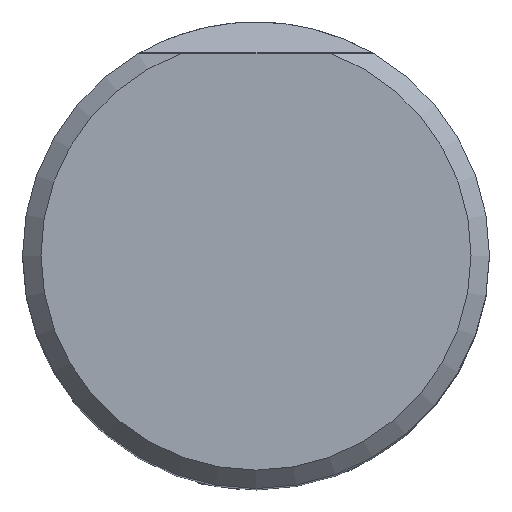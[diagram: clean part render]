
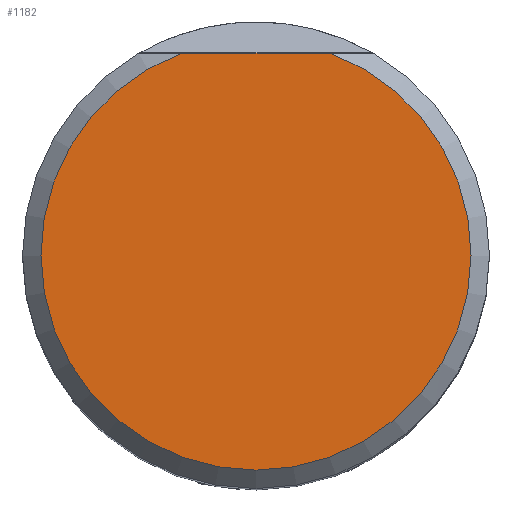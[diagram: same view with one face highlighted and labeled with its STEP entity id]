
A CAD part, top view. The second image highlights one B-rep face of the part: STEP entity #1182.
In plain terms, the highlighted planar face has unit normal (0, 0, 1).
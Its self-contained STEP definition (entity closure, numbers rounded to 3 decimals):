
#1182=ADVANCED_FACE('CLONE_TP_FACE',(#1708),#1584,.T.);
#1584=PLANE('',#7262);
#1708=FACE_OUTER_BOUND('',#2065,.T.);
#2065=EDGE_LOOP('',(#3182,#3183));
#2586=CIRCLE('',#7261,17.546);
#3182=ORIENTED_EDGE('',*,*,#5808,.F.);
#3183=ORIENTED_EDGE('',*,*,#5809,.T.);
#5105=VERTEX_POINT('',#13729);
#5106=VERTEX_POINT('',#13730);
#5808=EDGE_CURVE('',#5105,#5106,#6651,.T.);
#5809=EDGE_CURVE('',#5105,#5106,#2586,.T.);
#6651=LINE('',#13728,#6814);
#6814=VECTOR('',#8300,1.);
#7261=AXIS2_PLACEMENT_3D('',#13731,#8301,#8302);
#7262=AXIS2_PLACEMENT_3D('',#13732,#8303,#8304);
#8300=DIRECTION('',(1.,0.,0.));
#8301=DIRECTION('',(0.,0.,1.));
#8302=DIRECTION('',(1.,0.,0.));
#8303=DIRECTION('',(0.,0.,1.));
#8304=DIRECTION('',(1.,0.,0.));
#13728=CARTESIAN_POINT('',(0.,16.464,0.));
#13729=CARTESIAN_POINT('',(-6.066,16.464,0.));
#13730=CARTESIAN_POINT('',(6.066,16.464,0.));
#13731=CARTESIAN_POINT('',(0.,0.,0.));
#13732=CARTESIAN_POINT('',(0.,0.,0.));
